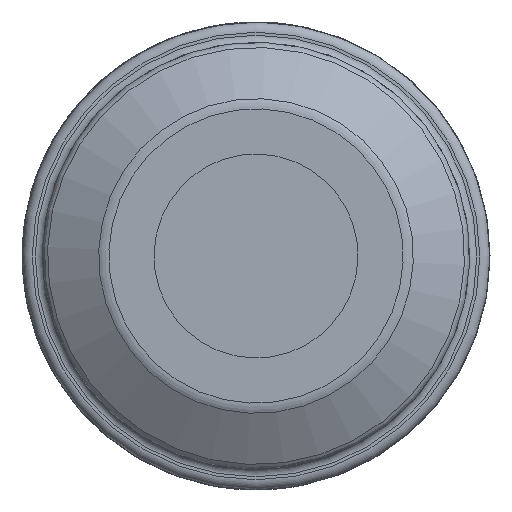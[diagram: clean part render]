
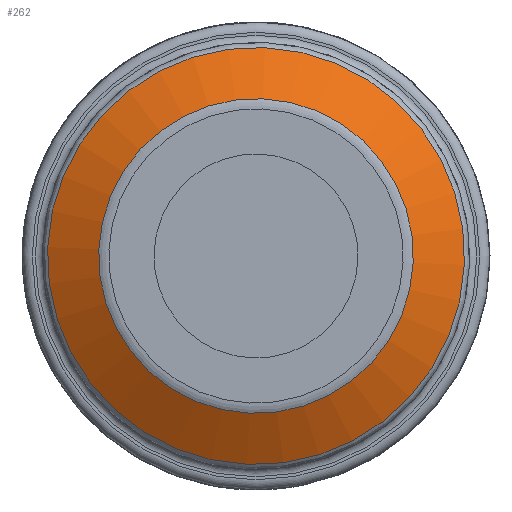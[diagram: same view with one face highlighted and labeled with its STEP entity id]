
A CAD part, left-side view. The second image highlights one B-rep face of the part: STEP entity #262.
In plain terms, the highlighted conical face has half-angle 60 degrees and reference radius 20.5 mm.
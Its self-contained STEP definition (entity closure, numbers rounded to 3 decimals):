
#240=CONICAL_SURFACE('',#1176,20.5,60.);
#262=ADVANCED_FACE('',(#358,#359),#240,.T.);
#358=FACE_BOUND('',#430,.T.);
#359=FACE_BOUND('',#431,.T.);
#430=EDGE_LOOP('',(#540));
#431=EDGE_LOOP('',(#541));
#540=ORIENTED_EDGE('',*,*,#943,.F.);
#541=ORIENTED_EDGE('',*,*,#946,.T.);
#831=VERTEX_POINT('',#1619);
#834=VERTEX_POINT('',#1628);
#943=EDGE_CURVE('',#831,#831,#1092,.T.);
#946=EDGE_CURVE('',#834,#834,#1095,.T.);
#1092=CIRCLE('',#1169,20.5);
#1095=CIRCLE('',#1175,15.464);
#1169=AXIS2_PLACEMENT_3D('',#1618,#1317,#1318);
#1175=AXIS2_PLACEMENT_3D('',#1627,#1329,#1330);
#1176=AXIS2_PLACEMENT_3D('',#1629,#1331,#1332);
#1317=DIRECTION('',(1.,0.,0.));
#1318=DIRECTION('',(0.,-0.382,0.924));
#1329=DIRECTION('',(1.,0.,0.));
#1330=DIRECTION('',(0.,-0.382,0.924));
#1331=DIRECTION('',(1.,0.,0.));
#1332=DIRECTION('',(0.,-0.382,0.924));
#1618=CARTESIAN_POINT('',(-8.825,0.,0.));
#1619=CARTESIAN_POINT('',(-8.825,-7.828,18.947));
#1627=CARTESIAN_POINT('',(-11.732,0.,0.));
#1628=CARTESIAN_POINT('',(-11.732,-5.905,14.292));
#1629=CARTESIAN_POINT('',(-8.825,0.,0.));
